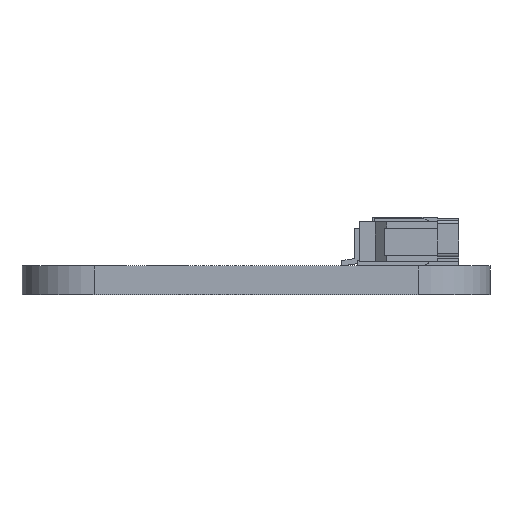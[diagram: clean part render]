
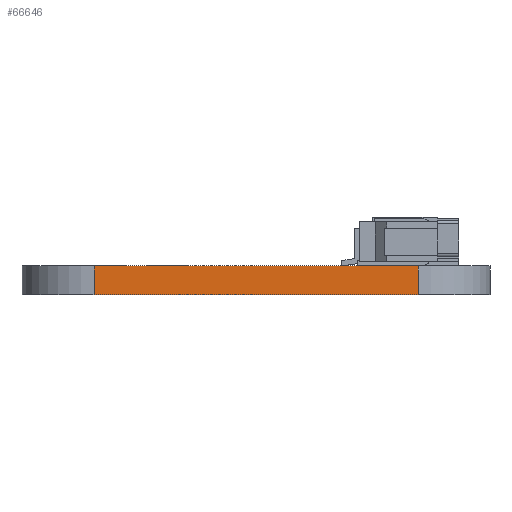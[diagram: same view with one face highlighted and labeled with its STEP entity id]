
A CAD part, front view. The second image highlights one B-rep face of the part: STEP entity #66646.
In plain terms, the highlighted planar face has unit normal (0, -1, 0).
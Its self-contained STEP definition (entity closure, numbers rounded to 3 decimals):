
#65329 = PLANE('',#65330);
#65330 = AXIS2_PLACEMENT_3D('',#65331,#65332,#65333);
#65331 = CARTESIAN_POINT('',(-13.,18.,1.6));
#65332 = DIRECTION('',(0.,0.,-1.));
#65333 = DIRECTION('',(-1.,0.,0.));
#65357 = CYLINDRICAL_SURFACE('',#65358,4.);
#65358 = AXIS2_PLACEMENT_3D('',#65359,#65360,#65361);
#65359 = CARTESIAN_POINT('',(-9.,-18.,0.));
#65360 = DIRECTION('',(0.,0.,-1.));
#65361 = DIRECTION('',(1.,0.,0.));
#65383 = PLANE('',#65384);
#65384 = AXIS2_PLACEMENT_3D('',#65385,#65386,#65387);
#65385 = CARTESIAN_POINT('',(-13.,18.,0.));
#65386 = DIRECTION('',(0.,0.,-1.));
#65387 = DIRECTION('',(-1.,0.,0.));
#65486 = VERTEX_POINT('',#65487);
#65487 = CARTESIAN_POINT('',(-9.,-22.,1.6));
#65513 = EDGE_CURVE('',#65514,#65486,#65516,.T.);
#65514 = VERTEX_POINT('',#65515);
#65515 = CARTESIAN_POINT('',(-9.,-22.,0.));
#65516 = SURFACE_CURVE('',#65517,(#65521,#65528),.PCURVE_S1.);
#65517 = LINE('',#65518,#65519);
#65518 = CARTESIAN_POINT('',(-9.,-22.,0.));
#65519 = VECTOR('',#65520,1.);
#65520 = DIRECTION('',(0.,0.,1.));
#65521 = PCURVE('',#65357,#65522);
#65522 = DEFINITIONAL_REPRESENTATION('',(#65523),#65527);
#65523 = LINE('',#65524,#65525);
#65524 = CARTESIAN_POINT('',(-4.712,0.));
#65525 = VECTOR('',#65526,1.);
#65526 = DIRECTION('',(0.,-1.));
#65527 = ( GEOMETRIC_REPRESENTATION_CONTEXT(2) 
PARAMETRIC_REPRESENTATION_CONTEXT() REPRESENTATION_CONTEXT('2D SPACE',''
  ) );
#65528 = PCURVE('',#65529,#65534);
#65529 = PLANE('',#65530);
#65530 = AXIS2_PLACEMENT_3D('',#65531,#65532,#65533);
#65531 = CARTESIAN_POINT('',(-9.,-22.,0.));
#65532 = DIRECTION('',(0.,1.,0.));
#65533 = DIRECTION('',(1.,0.,0.));
#65534 = DEFINITIONAL_REPRESENTATION('',(#65535),#65539);
#65535 = LINE('',#65536,#65537);
#65536 = CARTESIAN_POINT('',(0.,0.));
#65537 = VECTOR('',#65538,1.);
#65538 = DIRECTION('',(0.,-1.));
#65539 = ( GEOMETRIC_REPRESENTATION_CONTEXT(2) 
PARAMETRIC_REPRESENTATION_CONTEXT() REPRESENTATION_CONTEXT('2D SPACE',''
  ) );
#65657 = VERTEX_POINT('',#65658);
#65658 = CARTESIAN_POINT('',(9.,-22.,0.));
#65677 = CYLINDRICAL_SURFACE('',#65678,4.);
#65678 = AXIS2_PLACEMENT_3D('',#65679,#65680,#65681);
#65679 = CARTESIAN_POINT('',(9.,-18.,0.));
#65680 = DIRECTION('',(0.,0.,-1.));
#65681 = DIRECTION('',(1.,0.,0.));
#65689 = EDGE_CURVE('',#65514,#65657,#65690,.T.);
#65690 = SURFACE_CURVE('',#65691,(#65695,#65702),.PCURVE_S1.);
#65691 = LINE('',#65692,#65693);
#65692 = CARTESIAN_POINT('',(-9.,-22.,0.));
#65693 = VECTOR('',#65694,1.);
#65694 = DIRECTION('',(1.,0.,0.));
#65695 = PCURVE('',#65383,#65696);
#65696 = DEFINITIONAL_REPRESENTATION('',(#65697),#65701);
#65697 = LINE('',#65698,#65699);
#65698 = CARTESIAN_POINT('',(-4.,-40.));
#65699 = VECTOR('',#65700,1.);
#65700 = DIRECTION('',(-1.,0.));
#65701 = ( GEOMETRIC_REPRESENTATION_CONTEXT(2) 
PARAMETRIC_REPRESENTATION_CONTEXT() REPRESENTATION_CONTEXT('2D SPACE',''
  ) );
#65702 = PCURVE('',#65529,#65703);
#65703 = DEFINITIONAL_REPRESENTATION('',(#65704),#65708);
#65704 = LINE('',#65705,#65706);
#65705 = CARTESIAN_POINT('',(0.,0.));
#65706 = VECTOR('',#65707,1.);
#65707 = DIRECTION('',(1.,0.));
#65708 = ( GEOMETRIC_REPRESENTATION_CONTEXT(2) 
PARAMETRIC_REPRESENTATION_CONTEXT() REPRESENTATION_CONTEXT('2D SPACE',''
  ) );
#66211 = VERTEX_POINT('',#66212);
#66212 = CARTESIAN_POINT('',(9.,-22.,1.6));
#66238 = EDGE_CURVE('',#65486,#66211,#66239,.T.);
#66239 = SURFACE_CURVE('',#66240,(#66244,#66251),.PCURVE_S1.);
#66240 = LINE('',#66241,#66242);
#66241 = CARTESIAN_POINT('',(-9.,-22.,1.6));
#66242 = VECTOR('',#66243,1.);
#66243 = DIRECTION('',(1.,0.,0.));
#66244 = PCURVE('',#65329,#66245);
#66245 = DEFINITIONAL_REPRESENTATION('',(#66246),#66250);
#66246 = LINE('',#66247,#66248);
#66247 = CARTESIAN_POINT('',(-4.,-40.));
#66248 = VECTOR('',#66249,1.);
#66249 = DIRECTION('',(-1.,0.));
#66250 = ( GEOMETRIC_REPRESENTATION_CONTEXT(2) 
PARAMETRIC_REPRESENTATION_CONTEXT() REPRESENTATION_CONTEXT('2D SPACE',''
  ) );
#66251 = PCURVE('',#65529,#66252);
#66252 = DEFINITIONAL_REPRESENTATION('',(#66253),#66257);
#66253 = LINE('',#66254,#66255);
#66254 = CARTESIAN_POINT('',(0.,-1.6));
#66255 = VECTOR('',#66256,1.);
#66256 = DIRECTION('',(1.,0.));
#66257 = ( GEOMETRIC_REPRESENTATION_CONTEXT(2) 
PARAMETRIC_REPRESENTATION_CONTEXT() REPRESENTATION_CONTEXT('2D SPACE',''
  ) );
#66646 = ADVANCED_FACE('',(#66647),#65529,.F.);
#66647 = FACE_BOUND('',#66648,.F.);
#66648 = EDGE_LOOP('',(#66649,#66650,#66651,#66672));
#66649 = ORIENTED_EDGE('',*,*,#65513,.T.);
#66650 = ORIENTED_EDGE('',*,*,#66238,.T.);
#66651 = ORIENTED_EDGE('',*,*,#66652,.F.);
#66652 = EDGE_CURVE('',#65657,#66211,#66653,.T.);
#66653 = SURFACE_CURVE('',#66654,(#66658,#66665),.PCURVE_S1.);
#66654 = LINE('',#66655,#66656);
#66655 = CARTESIAN_POINT('',(9.,-22.,0.));
#66656 = VECTOR('',#66657,1.);
#66657 = DIRECTION('',(0.,0.,1.));
#66658 = PCURVE('',#65529,#66659);
#66659 = DEFINITIONAL_REPRESENTATION('',(#66660),#66664);
#66660 = LINE('',#66661,#66662);
#66661 = CARTESIAN_POINT('',(18.,0.));
#66662 = VECTOR('',#66663,1.);
#66663 = DIRECTION('',(0.,-1.));
#66664 = ( GEOMETRIC_REPRESENTATION_CONTEXT(2) 
PARAMETRIC_REPRESENTATION_CONTEXT() REPRESENTATION_CONTEXT('2D SPACE',''
  ) );
#66665 = PCURVE('',#65677,#66666);
#66666 = DEFINITIONAL_REPRESENTATION('',(#66667),#66671);
#66667 = LINE('',#66668,#66669);
#66668 = CARTESIAN_POINT('',(-4.712,0.));
#66669 = VECTOR('',#66670,1.);
#66670 = DIRECTION('',(0.,-1.));
#66671 = ( GEOMETRIC_REPRESENTATION_CONTEXT(2) 
PARAMETRIC_REPRESENTATION_CONTEXT() REPRESENTATION_CONTEXT('2D SPACE',''
  ) );
#66672 = ORIENTED_EDGE('',*,*,#65689,.F.);
